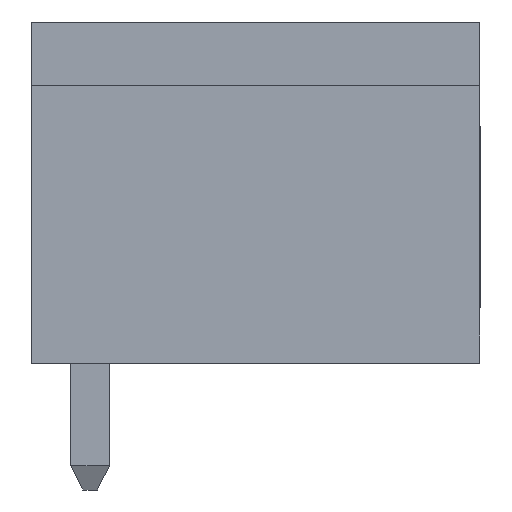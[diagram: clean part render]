
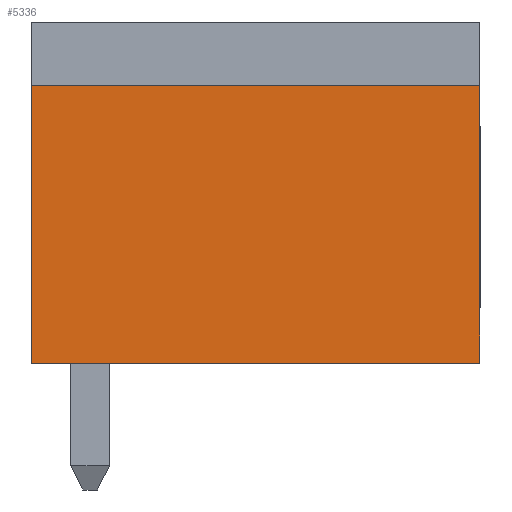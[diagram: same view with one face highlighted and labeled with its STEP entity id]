
A CAD part, left-side view. The second image highlights one B-rep face of the part: STEP entity #5336.
In plain terms, the highlighted planar face has unit normal (-1, 0, 0).
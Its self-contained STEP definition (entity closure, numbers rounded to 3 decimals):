
#894=ORIENTED_EDGE('',*,*,#2049,.F.);
#895=ORIENTED_EDGE('',*,*,#2148,.F.);
#896=ORIENTED_EDGE('',*,*,#2022,.F.);
#897=ORIENTED_EDGE('',*,*,#1969,.F.);
#1969=EDGE_CURVE('',#2703,#2704,#3255,.T.);
#2022=EDGE_CURVE('',#2704,#2751,#3296,.T.);
#2049=EDGE_CURVE('',#2771,#2703,#3319,.T.);
#2148=EDGE_CURVE('',#2751,#2771,#3415,.T.);
#2703=VERTEX_POINT('',#7746);
#2704=VERTEX_POINT('',#7748);
#2751=VERTEX_POINT('',#7851);
#2771=VERTEX_POINT('',#7902);
#3255=LINE('',#7747,#3913);
#3296=LINE('',#7850,#3954);
#3319=LINE('',#7903,#3977);
#3415=LINE('',#8102,#4073);
#3913=VECTOR('',#6242,1000.);
#3954=VECTOR('',#6313,1000.);
#3977=VECTOR('',#6354,1000.);
#4073=VECTOR('',#6550,1000.);
#4532=EDGE_LOOP('',(#894,#895,#896,#897));
#4831=FACE_BOUND('',#4532,.T.);
#5102=PLANE('',#5686);
#5336=ADVANCED_FACE('',(#4831),#5102,.F.);
#5686=AXIS2_PLACEMENT_3D('',#8103,#6551,#6552);
#6242=DIRECTION('',(0.,1.,0.));
#6313=DIRECTION('',(0.,0.,1.));
#6354=DIRECTION('',(0.,0.,-1.));
#6550=DIRECTION('',(0.,-1.,0.));
#6551=DIRECTION('',(1.,0.,0.));
#6552=DIRECTION('',(0.,0.,-1.));
#7746=CARTESIAN_POINT('',(-8.65,0.,-3.5));
#7747=CARTESIAN_POINT('',(-8.65,0.,-3.5));
#7748=CARTESIAN_POINT('',(-8.65,9.2,-3.5));
#7850=CARTESIAN_POINT('',(-8.65,9.2,-3.5));
#7851=CARTESIAN_POINT('',(-8.65,9.2,2.2));
#7902=CARTESIAN_POINT('',(-8.65,0.,2.2));
#7903=CARTESIAN_POINT('',(-8.65,0.,2.2));
#8102=CARTESIAN_POINT('',(-8.65,9.2,2.2));
#8103=CARTESIAN_POINT('',(-8.65,0.,0.));
